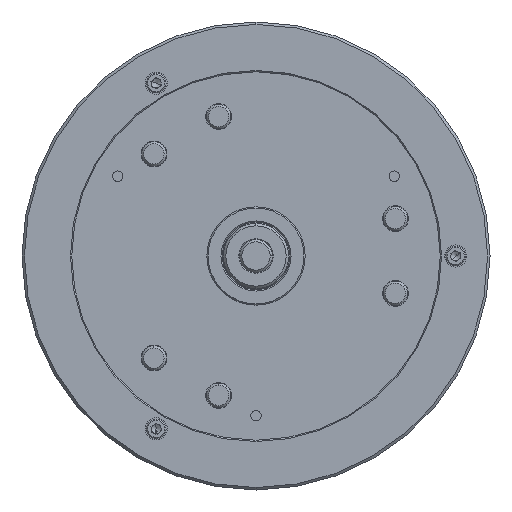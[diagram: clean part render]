
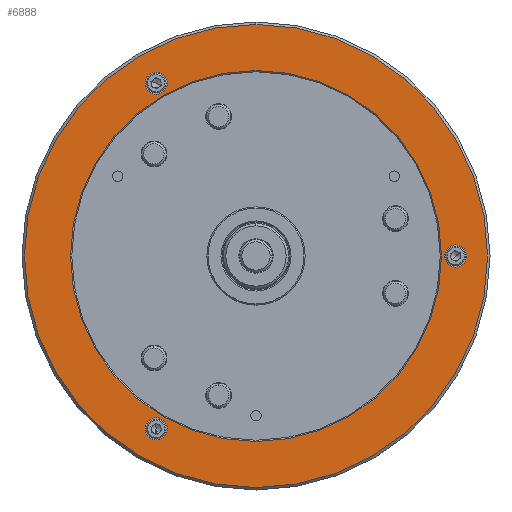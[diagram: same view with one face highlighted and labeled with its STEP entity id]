
A CAD part, left-side view. The second image highlights one B-rep face of the part: STEP entity #6888.
In plain terms, the highlighted planar face has unit normal (-1, 0, 0).
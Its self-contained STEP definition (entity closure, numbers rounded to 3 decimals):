
#383 = AXIS2_PLACEMENT_3D ( 'NONE', #18285, #16796, #10833 ) ;
#621 = DIRECTION ( 'NONE',  ( 0., 0., 1. ) ) ;
#650 = CARTESIAN_POINT ( 'NONE',  ( 0., 81.25, -131.729 ) ) ;
#826 = EDGE_CURVE ( 'NONE', #18212, #12521, #11664, .T. ) ;
#870 = AXIS2_PLACEMENT_3D ( 'NONE', #2341, #12520, #621 ) ;
#1014 = AXIS2_PLACEMENT_3D ( 'NONE', #14094, #15595, #12578 ) ;
#1527 = DIRECTION ( 'NONE',  ( -1., 0., 0. ) ) ;
#1573 = VERTEX_POINT ( 'NONE', #12755 ) ;
#2316 = EDGE_LOOP ( 'NONE', ( #12074, #14196 ) ) ;
#2341 = CARTESIAN_POINT ( 'NONE',  ( 0., 0., 0. ) ) ;
#2454 = EDGE_CURVE ( 'NONE', #2881, #1573, #15968, .T. ) ;
#2550 = CARTESIAN_POINT ( 'NONE',  ( 0., -162.5, 0. ) ) ;
#2748 = EDGE_CURVE ( 'NONE', #6646, #16339, #3290, .T. ) ;
#2849 = CARTESIAN_POINT ( 'NONE',  ( 0., 0., -188.5 ) ) ;
#2881 = VERTEX_POINT ( 'NONE', #17028 ) ;
#2948 = FACE_BOUND ( 'NONE', #8006, .T. ) ;
#3290 = CIRCLE ( 'NONE', #1014, 9. ) ;
#3415 = FACE_BOUND ( 'NONE', #17071, .T. ) ;
#3501 = DIRECTION ( 'NONE',  ( -1., 0., 0. ) ) ;
#3512 = CIRCLE ( 'NONE', #14829, 9. ) ;
#3883 = CARTESIAN_POINT ( 'NONE',  ( 0., 0., 151. ) ) ;
#4052 = DIRECTION ( 'NONE',  ( 0., 0., 1. ) ) ;
#4518 = CARTESIAN_POINT ( 'NONE',  ( 0., 0., -151. ) ) ;
#4647 = CIRCLE ( 'NONE', #870, 188.5 ) ;
#4733 = DIRECTION ( 'NONE',  ( 1., 0., 0. ) ) ;
#5692 = ORIENTED_EDGE ( 'NONE', *, *, #7490, .T. ) ;
#5813 = EDGE_CURVE ( 'NONE', #10776, #14335, #8398, .T. ) ;
#6059 = DIRECTION ( 'NONE',  ( 1., 0., 0. ) ) ;
#6441 = FACE_OUTER_BOUND ( 'NONE', #2316, .T. ) ;
#6646 = VERTEX_POINT ( 'NONE', #13434 ) ;
#6751 = ORIENTED_EDGE ( 'NONE', *, *, #10646, .F. ) ;
#6888 = ADVANCED_FACE ( 'NONE', ( #14455, #3415, #2948, #10464, #6441 ), #14494, .T. ) ;
#6926 = DIRECTION ( 'NONE',  ( 0., 0., 1. ) ) ;
#7101 = DIRECTION ( 'NONE',  ( 0., 0., 1. ) ) ;
#7174 = DIRECTION ( 'NONE',  ( 0., 0., 1. ) ) ;
#7187 = AXIS2_PLACEMENT_3D ( 'NONE', #15243, #4733, #13735 ) ;
#7229 = DIRECTION ( 'NONE',  ( -1., 0., 0. ) ) ;
#7240 = EDGE_CURVE ( 'NONE', #12521, #18212, #17696, .T. ) ;
#7256 = VERTEX_POINT ( 'NONE', #3883 ) ;
#7490 = EDGE_CURVE ( 'NONE', #7256, #9742, #9978, .T. ) ;
#7510 = CARTESIAN_POINT ( 'NONE',  ( 0., -162.5, 9. ) ) ;
#7697 = CIRCLE ( 'NONE', #7187, 151. ) ;
#8006 = EDGE_LOOP ( 'NONE', ( #5692, #17644 ) ) ;
#8122 = ORIENTED_EDGE ( 'NONE', *, *, #17031, .F. ) ;
#8254 = AXIS2_PLACEMENT_3D ( 'NONE', #16216, #7229, #17702 ) ;
#8398 = CIRCLE ( 'NONE', #8254, 188.5 ) ;
#8463 = CARTESIAN_POINT ( 'NONE',  ( 0., 190.5, 0. ) ) ;
#8624 = CARTESIAN_POINT ( 'NONE',  ( 0., 81.25, 140.729 ) ) ;
#8691 = CARTESIAN_POINT ( 'NONE',  ( 0., 0., 188.5 ) ) ;
#8775 = AXIS2_PLACEMENT_3D ( 'NONE', #14471, #1527, #7174 ) ;
#8917 = EDGE_LOOP ( 'NONE', ( #17386, #19255 ) ) ;
#8992 = EDGE_LOOP ( 'NONE', ( #8122, #14565 ) ) ;
#9742 = VERTEX_POINT ( 'NONE', #4518 ) ;
#9782 = AXIS2_PLACEMENT_3D ( 'NONE', #8463, #17419, #6926 ) ;
#9978 = CIRCLE ( 'NONE', #15054, 151. ) ;
#10464 = FACE_BOUND ( 'NONE', #8917, .T. ) ;
#10646 = EDGE_CURVE ( 'NONE', #1573, #2881, #3512, .T. ) ;
#10776 = VERTEX_POINT ( 'NONE', #8691 ) ;
#10833 = DIRECTION ( 'NONE',  ( 0., 0., 1. ) ) ;
#10838 = CARTESIAN_POINT ( 'NONE',  ( 0., 81.25, -149.729 ) ) ;
#11664 = CIRCLE ( 'NONE', #8775, 9. ) ;
#11793 = EDGE_CURVE ( 'NONE', #14335, #10776, #4647, .T. ) ;
#12074 = ORIENTED_EDGE ( 'NONE', *, *, #11793, .T. ) ;
#12395 = EDGE_CURVE ( 'NONE', #9742, #7256, #7697, .T. ) ;
#12497 = DIRECTION ( 'NONE',  ( 0., 0., 1. ) ) ;
#12520 = DIRECTION ( 'NONE',  ( -1., 0., 0. ) ) ;
#12521 = VERTEX_POINT ( 'NONE', #10838 ) ;
#12578 = DIRECTION ( 'NONE',  ( 0., 0., 1. ) ) ;
#12755 = CARTESIAN_POINT ( 'NONE',  ( 0., 81.25, 131.729 ) ) ;
#13039 = DIRECTION ( 'NONE',  ( -1., 0., 0. ) ) ;
#13434 = CARTESIAN_POINT ( 'NONE',  ( 0., -162.5, -9. ) ) ;
#13735 = DIRECTION ( 'NONE',  ( 0., 0., 1. ) ) ;
#14094 = CARTESIAN_POINT ( 'NONE',  ( 0., -162.5, 0. ) ) ;
#14196 = ORIENTED_EDGE ( 'NONE', *, *, #5813, .T. ) ;
#14335 = VERTEX_POINT ( 'NONE', #2849 ) ;
#14455 = FACE_BOUND ( 'NONE', #8992, .T. ) ;
#14471 = CARTESIAN_POINT ( 'NONE',  ( 0., 81.25, -140.729 ) ) ;
#14494 = PLANE ( 'NONE',  #9782 ) ;
#14565 = ORIENTED_EDGE ( 'NONE', *, *, #2748, .F. ) ;
#14829 = AXIS2_PLACEMENT_3D ( 'NONE', #8624, #17590, #7101 ) ;
#15049 = DIRECTION ( 'NONE',  ( 0., 0., 1. ) ) ;
#15054 = AXIS2_PLACEMENT_3D ( 'NONE', #16561, #6059, #15049 ) ;
#15243 = CARTESIAN_POINT ( 'NONE',  ( 0., 0., 0. ) ) ;
#15506 = CARTESIAN_POINT ( 'NONE',  ( 0., 81.25, -140.729 ) ) ;
#15595 = DIRECTION ( 'NONE',  ( -1., 0., 0. ) ) ;
#15968 = CIRCLE ( 'NONE', #383, 9. ) ;
#16216 = CARTESIAN_POINT ( 'NONE',  ( 0., 0., 0. ) ) ;
#16339 = VERTEX_POINT ( 'NONE', #7510 ) ;
#16435 = AXIS2_PLACEMENT_3D ( 'NONE', #15506, #3501, #12497 ) ;
#16561 = CARTESIAN_POINT ( 'NONE',  ( 0., 0., 0. ) ) ;
#16796 = DIRECTION ( 'NONE',  ( -1., 0., 0. ) ) ;
#17028 = CARTESIAN_POINT ( 'NONE',  ( 0., 81.25, 149.729 ) ) ;
#17031 = EDGE_CURVE ( 'NONE', #16339, #6646, #17916, .T. ) ;
#17071 = EDGE_LOOP ( 'NONE', ( #18982, #6751 ) ) ;
#17195 = AXIS2_PLACEMENT_3D ( 'NONE', #2550, #13039, #4052 ) ;
#17386 = ORIENTED_EDGE ( 'NONE', *, *, #826, .F. ) ;
#17419 = DIRECTION ( 'NONE',  ( -1., 0., 0. ) ) ;
#17590 = DIRECTION ( 'NONE',  ( -1., 0., 0. ) ) ;
#17644 = ORIENTED_EDGE ( 'NONE', *, *, #12395, .T. ) ;
#17696 = CIRCLE ( 'NONE', #16435, 9. ) ;
#17702 = DIRECTION ( 'NONE',  ( 0., 0., 1. ) ) ;
#17916 = CIRCLE ( 'NONE', #17195, 9. ) ;
#18212 = VERTEX_POINT ( 'NONE', #650 ) ;
#18285 = CARTESIAN_POINT ( 'NONE',  ( 0., 81.25, 140.729 ) ) ;
#18982 = ORIENTED_EDGE ( 'NONE', *, *, #2454, .F. ) ;
#19255 = ORIENTED_EDGE ( 'NONE', *, *, #7240, .F. ) ;
